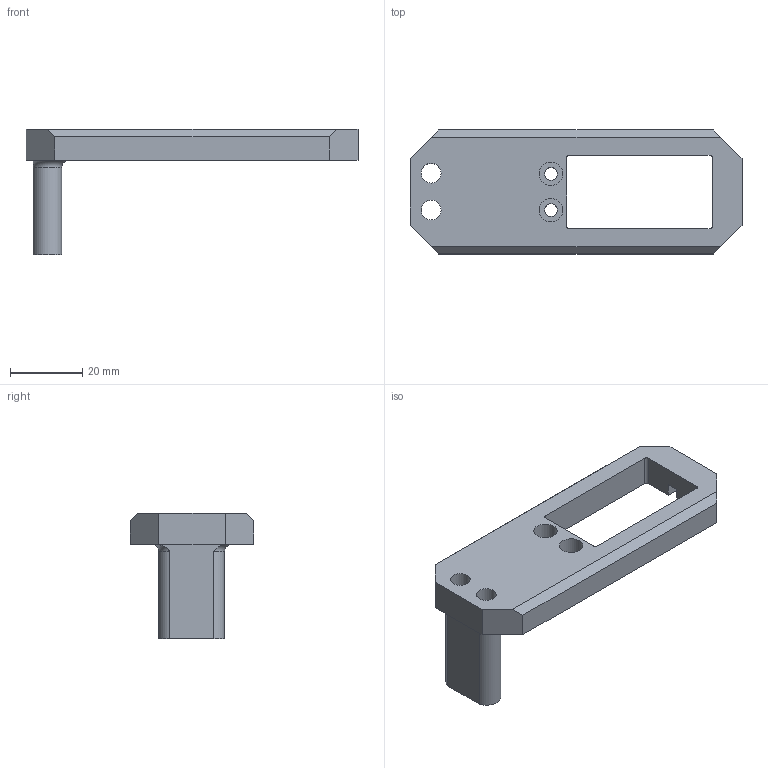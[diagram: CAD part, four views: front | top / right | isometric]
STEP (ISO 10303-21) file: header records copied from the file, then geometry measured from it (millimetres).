
FILE_DESCRIPTION(/* description */ (''),/* implementation_level */ '2;1');
FILE_NAME(/* name */ 'AM_Link.stp',/* time_stamp */ '2024-11-03T10:27:42-05:00',/* author */ ('yulio'),/* organization */ (''),/* preprocessor_version */ 'ST-DEVELOPER v20',/* originating_system */ 'Autodesk Inventor 2024',/* authorisation */ '');
FILE_SCHEMA (('AUTOMOTIVE_DESIGN { 1 0 10303 214 3 1 1 }'));
Length unit declared in the file: millimetre
Products named in the file (1): eslabon1_v1
Bounding box: 91.85 x 34.3 x 34.68 mm (x, y, z)
Volume: 18888.2 mm3; surface area: 9972.3 mm2
Topology: 1 solids, 1 shells, 56 faces, 152 edges, 101 vertices
Faces by surface type: plane 37, cylinder 17, torus 2
Full cylindrical faces by diameter (mm): 3.5 x2, 5.5 x2, 6.5 x2
Entity records: 1860 total; most frequent: CARTESIAN_POINT 342, ORIENTED_EDGE 304, DIRECTION 300, EDGE_CURVE 152, LINE 110, VECTOR 110, VERTEX_POINT 100, AXIS2_PLACEMENT_3D 95
